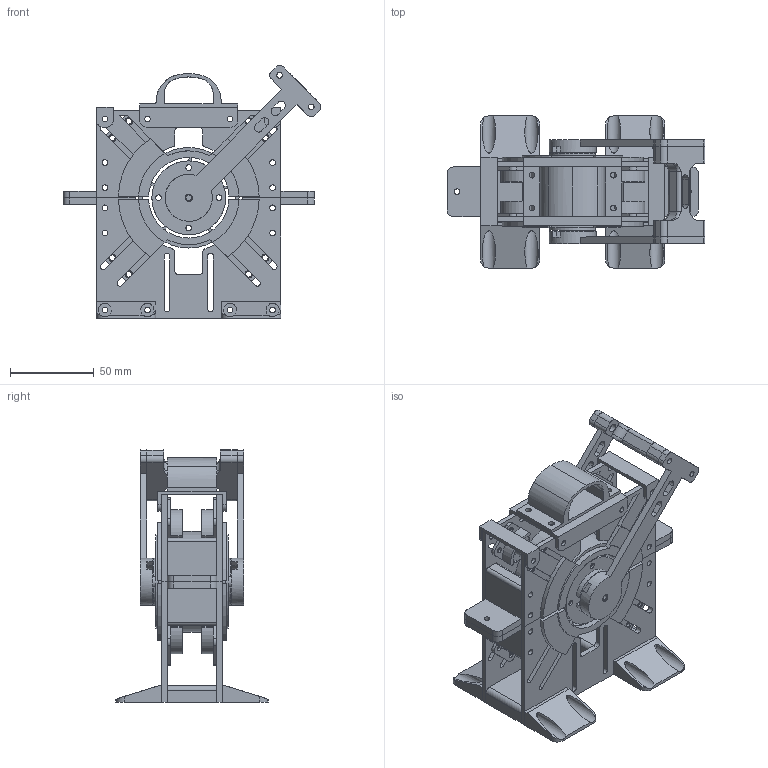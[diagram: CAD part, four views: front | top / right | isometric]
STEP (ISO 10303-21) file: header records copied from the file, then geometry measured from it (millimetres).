
FILE_DESCRIPTION(/* description */ (''),/* implementation_level */ '2;1');
FILE_NAME(/* name */ 'Generator v58.step',/* time_stamp */ '2022-04-30T23:10:51-04:00',/* author */ (''),/* organization */ (''),/* preprocessor_version */ 'ST-DEVELOPER v18.1',/* originating_system */ 'Autodesk Translation Framework v10.13.0.1454',/* authorisation */ '');
FILE_SCHEMA (('AUTOMOTIVE_DESIGN { 1 0 10303 214 3 1 1 }'));
Length unit declared in the file: millimetre
Products named in the file (35): Generator; lower plate; support bearing; wheel; wheel bearing; kite bearing; support bearing(Mirror); upper plate; support bearing(Mirror) (2); support bearing(Mirror)(Mirror) (1); lower link; half latch; foot; upper link; handle; kite link; upper side link; foot(Mirror); lower plate(Mirror); support bearing(Mirror) (1); wheel(Mirror); wheel bearing(Mirror); kite bearing(Mirror); support bearing(Mirror)(Mirror); upper plate(Mirror); support bearing(Mirror) (2)(Mirror); support bearing(Mirror)(Mirror) (1)(Mirror); half latch(Mirror); lower link(Mirror); half latch(Mirror) (1); foot(Mirror) (1); half latch(Mirror)(Mirror); foot(Mirror)(Mirror); upper side link(Mirror); guard
Assembly tree (34 placements, depth 2):
  Generator
    lower plate
    support bearing
    wheel
    wheel bearing
    kite bearing
    support bearing(Mirror)
    upper plate
    support bearing(Mirror) (2)
    support bearing(Mirror)(Mirror) (1)
    lower link
    half latch
    foot
    upper link
    handle
    kite link
    upper side link
    foot(Mirror)
    lower plate(Mirror)
    support bearing(Mirror) (1)
    wheel(Mirror)
    wheel bearing(Mirror)
    kite bearing(Mirror)
    support bearing(Mirror)(Mirror)
    upper plate(Mirror)
    support bearing(Mirror) (2)(Mirror)
    support bearing(Mirror)(Mirror) (1)(Mirror)
    half latch(Mirror)
    lower link(Mirror)
    half latch(Mirror) (1)
    foot(Mirror) (1)
    half latch(Mirror)(Mirror)
    foot(Mirror)(Mirror)
    upper side link(Mirror)
    guard
Bounding box: 153.9 x 90.8 x 150.9 mm (x, y, z)
Volume: 256306.3 mm3; surface area: 185560.5 mm2
Topology: 36 solids, 36 shells, 907 faces, 2351 edges, 1538 vertices
Faces by surface type: plane 407, cylinder 400, cone 72, bspline 20, torus 8
Full cylindrical faces by diameter (mm): 3.4 x90, 5 x30, 8 x8, 8.16 x10, 24.05 x1, 28.05 x2, 44.05 x2, 60 x1
Entity records: 30726 total; most frequent: CARTESIAN_POINT 6181, DIRECTION 5109, ORIENTED_EDGE 4702, EDGE_CURVE 2351, AXIS2_PLACEMENT_3D 1862, VERTEX_POINT 1538, LINE 1385, VECTOR 1385
